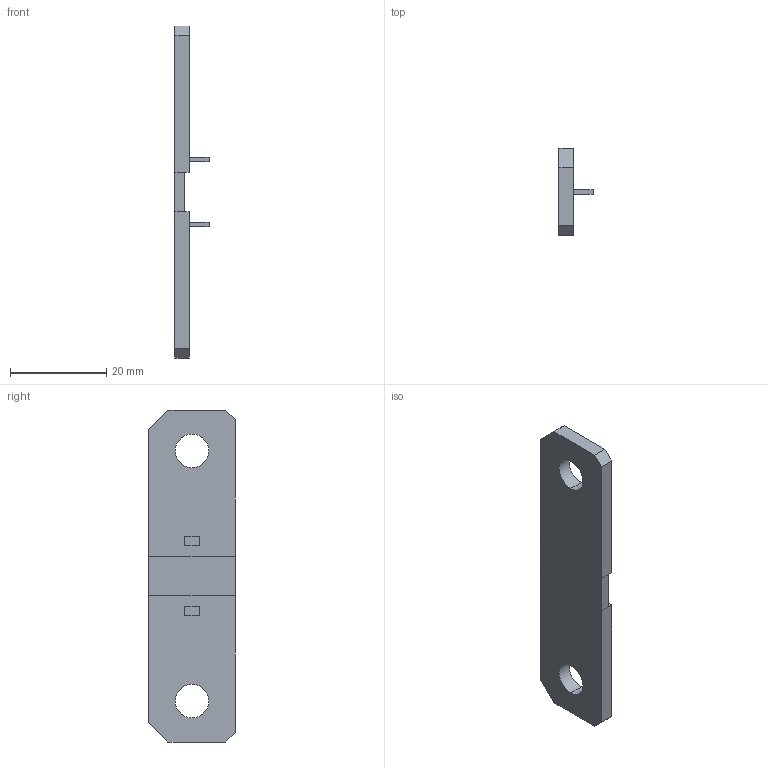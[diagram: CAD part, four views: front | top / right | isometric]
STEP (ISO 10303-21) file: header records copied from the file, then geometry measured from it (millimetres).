
FILE_DESCRIPTION (( 'STEP AP203' ), '1' );
FILE_NAME ('ARCS6918FL100A9.STEP', '2021-06-08T08:47:14', ( '' ), ( '' ), 'SwSTEP 2.0', 'SolidWorks 2020', '' );
FILE_SCHEMA (( 'CONFIG_CONTROL_DESIGN' ));
Length unit declared in the file: millimetre
Products named in the file (3): ARCS6918FL100A9; 6918-pin; 6918-100-Ƭ
Assembly tree (3 placements, depth 2):
  ARCS6918FL100A9
    6918-100-Ƭ
    6918-pin  x2
Bounding box: 7.1 x 18 x 69 mm (x, y, z)
Volume: 3295.7 mm3; surface area: 3095.3 mm2
Topology: 3 solids, 3 shells, 52 faces, 130 edges, 84 vertices
Faces by surface type: plane 48, cylinder 4
Entity records: 1587 total; most frequent: CARTESIAN_POINT 222, ORIENTED_EDGE 212, DIRECTION 210, EDGE_CURVE 106, VECTOR 98, LINE 98, VERTEX_POINT 68, AXIS2_PLACEMENT_3D 56
